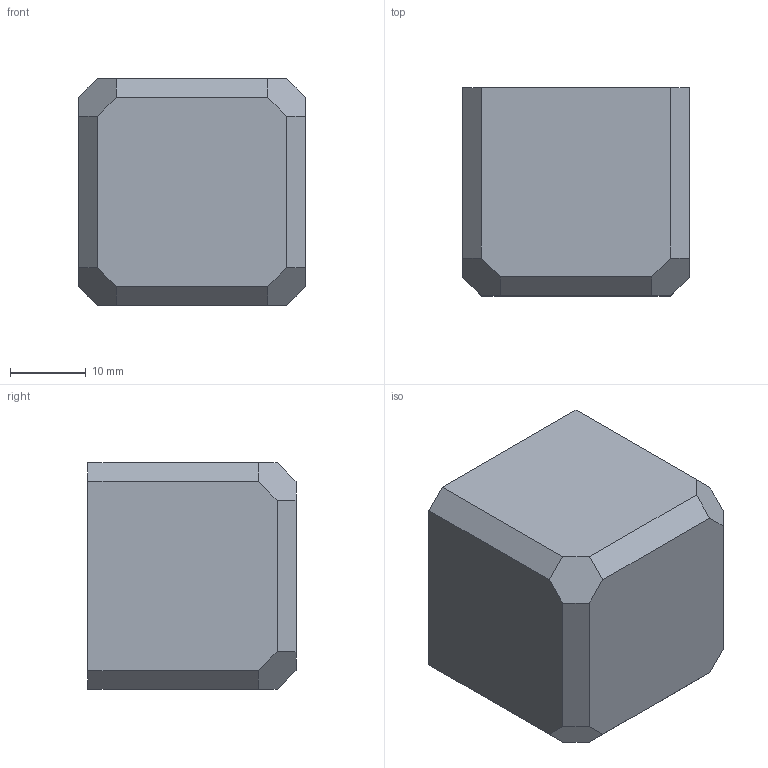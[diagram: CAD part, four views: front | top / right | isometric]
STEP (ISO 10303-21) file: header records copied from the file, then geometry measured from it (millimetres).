
FILE_DESCRIPTION(/* description */ (''),/* implementation_level */ '2;1');
FILE_NAME(/* name */ 'Magnetic_2x1_Rubik_Cube.step',/* time_stamp */ '2022-11-07T11:55:34+01:00',/* author */ (''),/* organization */ (''),/* preprocessor_version */ 'ST-DEVELOPER v19.2',/* originating_system */ 'Autodesk Translation Framework v11.17.0.187',/* authorisation */ '');
FILE_SCHEMA (('AUTOMOTIVE_DESIGN { 1 0 10303 214 3 1 1 }'));
Length unit declared in the file: millimetre
Products named in the file (1): Magnetic 2X1 Rubik's Cube
Bounding box: 30 x 27.5 x 30 mm (x, y, z)
Volume: 23457.6 mm3; surface area: 4997 mm2
Topology: 1 solids, 1 shells, 33 faces, 73 edges, 47 vertices
Faces by surface type: plane 23, cone 5, cylinder 5
Full cylindrical faces by diameter (mm): 6.3 x5
Entity records: 982 total; most frequent: DIRECTION 156, CARTESIAN_POINT 154, ORIENTED_EDGE 146, EDGE_CURVE 73, LINE 58, VECTOR 58, AXIS2_PLACEMENT_3D 49, VERTEX_POINT 47
